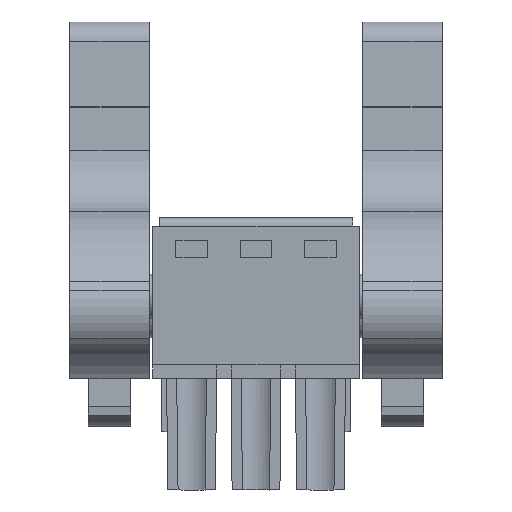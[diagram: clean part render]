
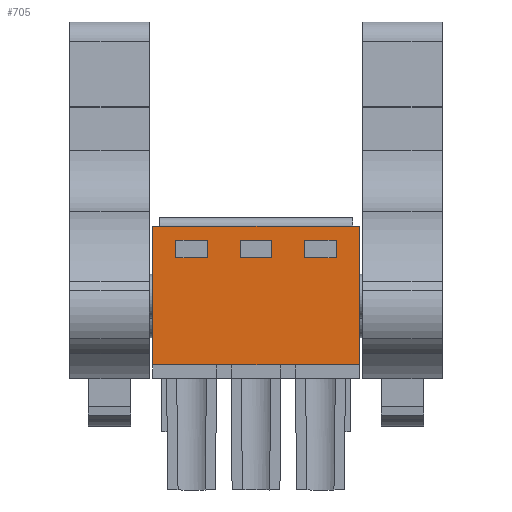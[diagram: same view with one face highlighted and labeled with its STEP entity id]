
A CAD part, front view. The second image highlights one B-rep face of the part: STEP entity #705.
In plain terms, the highlighted planar face has unit normal (0, -1, 0).
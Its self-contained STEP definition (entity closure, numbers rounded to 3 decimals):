
#583=AXIS2_PLACEMENT_3D('Plane Axis2P3D',#580,#581,#582) ;
#92=CARTESIAN_POINT('Line Origine',(11.01,0.,7.4)) ;
#96=CARTESIAN_POINT('Vertex',(4.9,0.,7.4)) ;
#98=CARTESIAN_POINT('Vertex',(17.12,0.,7.4)) ;
#217=CARTESIAN_POINT('Line Origine',(4.9,0.,11.5)) ;
#221=CARTESIAN_POINT('Vertex',(4.9,0.,15.6)) ;
#580=CARTESIAN_POINT('Axis2P3D Location',(1.485,0.,15.6)) ;
#585=CARTESIAN_POINT('Line Origine',(17.12,0.,11.5)) ;
#589=CARTESIAN_POINT('Vertex',(17.12,0.,15.6)) ;
#592=CARTESIAN_POINT('Line Origine',(11.01,0.,15.6)) ;
#603=CARTESIAN_POINT('Line Origine',(7.2,0.,14.78)) ;
#607=CARTESIAN_POINT('Vertex',(8.125,0.,14.78)) ;
#609=CARTESIAN_POINT('Vertex',(6.275,0.,14.78)) ;
#612=CARTESIAN_POINT('Line Origine',(8.125,0.,14.255)) ;
#616=CARTESIAN_POINT('Vertex',(8.125,0.,13.73)) ;
#619=CARTESIAN_POINT('Line Origine',(7.2,0.,13.73)) ;
#623=CARTESIAN_POINT('Vertex',(6.275,0.,13.73)) ;
#626=CARTESIAN_POINT('Line Origine',(6.275,0.,14.255)) ;
#637=CARTESIAN_POINT('Line Origine',(10.085,0.,14.255)) ;
#641=CARTESIAN_POINT('Vertex',(10.085,0.,14.78)) ;
#643=CARTESIAN_POINT('Vertex',(10.085,0.,13.73)) ;
#646=CARTESIAN_POINT('Line Origine',(11.01,0.,14.78)) ;
#650=CARTESIAN_POINT('Vertex',(11.935,0.,14.78)) ;
#653=CARTESIAN_POINT('Line Origine',(11.935,0.,14.255)) ;
#657=CARTESIAN_POINT('Vertex',(11.935,0.,13.73)) ;
#660=CARTESIAN_POINT('Line Origine',(11.01,0.,13.73)) ;
#671=CARTESIAN_POINT('Line Origine',(14.82,0.,14.78)) ;
#675=CARTESIAN_POINT('Vertex',(15.745,0.,14.78)) ;
#677=CARTESIAN_POINT('Vertex',(13.895,0.,14.78)) ;
#680=CARTESIAN_POINT('Line Origine',(15.745,0.,14.255)) ;
#684=CARTESIAN_POINT('Vertex',(15.745,0.,13.73)) ;
#687=CARTESIAN_POINT('Line Origine',(14.82,0.,13.73)) ;
#691=CARTESIAN_POINT('Vertex',(13.895,0.,13.73)) ;
#694=CARTESIAN_POINT('Line Origine',(13.895,0.,14.255)) ;
#93=DIRECTION('Vector Direction',(1.,0.,0.)) ;
#218=DIRECTION('Vector Direction',(0.,0.,1.)) ;
#581=DIRECTION('Axis2P3D Direction',(0.,-1.,0.)) ;
#582=DIRECTION('Axis2P3D XDirection',(0.,0.,-1.)) ;
#586=DIRECTION('Vector Direction',(0.,0.,1.)) ;
#593=DIRECTION('Vector Direction',(1.,0.,0.)) ;
#604=DIRECTION('Vector Direction',(-1.,0.,0.)) ;
#613=DIRECTION('Vector Direction',(0.,0.,1.)) ;
#620=DIRECTION('Vector Direction',(1.,0.,0.)) ;
#627=DIRECTION('Vector Direction',(0.,0.,-1.)) ;
#638=DIRECTION('Vector Direction',(0.,0.,-1.)) ;
#647=DIRECTION('Vector Direction',(-1.,0.,0.)) ;
#654=DIRECTION('Vector Direction',(0.,0.,1.)) ;
#661=DIRECTION('Vector Direction',(1.,0.,0.)) ;
#672=DIRECTION('Vector Direction',(-1.,0.,0.)) ;
#681=DIRECTION('Vector Direction',(0.,0.,1.)) ;
#688=DIRECTION('Vector Direction',(1.,0.,0.)) ;
#695=DIRECTION('Vector Direction',(0.,0.,-1.)) ;
#94=VECTOR('Line Direction',#93,1.) ;
#219=VECTOR('Line Direction',#218,1.) ;
#587=VECTOR('Line Direction',#586,1.) ;
#594=VECTOR('Line Direction',#593,1.) ;
#605=VECTOR('Line Direction',#604,1.) ;
#614=VECTOR('Line Direction',#613,1.) ;
#621=VECTOR('Line Direction',#620,1.) ;
#628=VECTOR('Line Direction',#627,1.) ;
#639=VECTOR('Line Direction',#638,1.) ;
#648=VECTOR('Line Direction',#647,1.) ;
#655=VECTOR('Line Direction',#654,1.) ;
#662=VECTOR('Line Direction',#661,1.) ;
#673=VECTOR('Line Direction',#672,1.) ;
#682=VECTOR('Line Direction',#681,1.) ;
#689=VECTOR('Line Direction',#688,1.) ;
#696=VECTOR('Line Direction',#695,1.) ;
#598=ORIENTED_EDGE('',*,*,#100,.T.) ;
#599=ORIENTED_EDGE('',*,*,#591,.T.) ;
#600=ORIENTED_EDGE('',*,*,#596,.T.) ;
#601=ORIENTED_EDGE('',*,*,#223,.F.) ;
#632=ORIENTED_EDGE('',*,*,#611,.F.) ;
#633=ORIENTED_EDGE('',*,*,#618,.F.) ;
#634=ORIENTED_EDGE('',*,*,#625,.F.) ;
#635=ORIENTED_EDGE('',*,*,#630,.F.) ;
#666=ORIENTED_EDGE('',*,*,#645,.F.) ;
#667=ORIENTED_EDGE('',*,*,#652,.F.) ;
#668=ORIENTED_EDGE('',*,*,#659,.F.) ;
#669=ORIENTED_EDGE('',*,*,#664,.F.) ;
#700=ORIENTED_EDGE('',*,*,#679,.F.) ;
#701=ORIENTED_EDGE('',*,*,#686,.F.) ;
#702=ORIENTED_EDGE('',*,*,#693,.F.) ;
#703=ORIENTED_EDGE('',*,*,#698,.F.) ;
#636=FACE_BOUND('',#631,.T.) ;
#670=FACE_BOUND('',#665,.T.) ;
#704=FACE_BOUND('',#699,.T.) ;
#705=ADVANCED_FACE('HOUSING',(#602,#636,#670,#704),#584,.T.) ;
#100=EDGE_CURVE('',#97,#99,#95,.T.) ;
#223=EDGE_CURVE('',#97,#222,#220,.T.) ;
#591=EDGE_CURVE('',#99,#590,#588,.T.) ;
#596=EDGE_CURVE('',#590,#222,#595,.F.) ;
#611=EDGE_CURVE('',#608,#610,#606,.T.) ;
#618=EDGE_CURVE('',#617,#608,#615,.T.) ;
#625=EDGE_CURVE('',#624,#617,#622,.T.) ;
#630=EDGE_CURVE('',#610,#624,#629,.T.) ;
#645=EDGE_CURVE('',#642,#644,#640,.T.) ;
#652=EDGE_CURVE('',#651,#642,#649,.T.) ;
#659=EDGE_CURVE('',#658,#651,#656,.T.) ;
#664=EDGE_CURVE('',#644,#658,#663,.T.) ;
#679=EDGE_CURVE('',#676,#678,#674,.T.) ;
#686=EDGE_CURVE('',#685,#676,#683,.T.) ;
#693=EDGE_CURVE('',#692,#685,#690,.T.) ;
#698=EDGE_CURVE('',#678,#692,#697,.T.) ;
#597=EDGE_LOOP('',(#598,#599,#600,#601)) ;
#631=EDGE_LOOP('',(#632,#633,#634,#635)) ;
#665=EDGE_LOOP('',(#666,#667,#668,#669)) ;
#699=EDGE_LOOP('',(#700,#701,#702,#703)) ;
#602=FACE_OUTER_BOUND('',#597,.T.) ;
#95=LINE('Line',#92,#94) ;
#220=LINE('Line',#217,#219) ;
#588=LINE('Line',#585,#587) ;
#595=LINE('Line',#592,#594) ;
#606=LINE('Line',#603,#605) ;
#615=LINE('Line',#612,#614) ;
#622=LINE('Line',#619,#621) ;
#629=LINE('Line',#626,#628) ;
#640=LINE('Line',#637,#639) ;
#649=LINE('Line',#646,#648) ;
#656=LINE('Line',#653,#655) ;
#663=LINE('Line',#660,#662) ;
#674=LINE('Line',#671,#673) ;
#683=LINE('Line',#680,#682) ;
#690=LINE('Line',#687,#689) ;
#697=LINE('Line',#694,#696) ;
#584=PLANE('',#583) ;
#97=VERTEX_POINT('',#96) ;
#99=VERTEX_POINT('',#98) ;
#222=VERTEX_POINT('',#221) ;
#590=VERTEX_POINT('',#589) ;
#608=VERTEX_POINT('',#607) ;
#610=VERTEX_POINT('',#609) ;
#617=VERTEX_POINT('',#616) ;
#624=VERTEX_POINT('',#623) ;
#642=VERTEX_POINT('',#641) ;
#644=VERTEX_POINT('',#643) ;
#651=VERTEX_POINT('',#650) ;
#658=VERTEX_POINT('',#657) ;
#676=VERTEX_POINT('',#675) ;
#678=VERTEX_POINT('',#677) ;
#685=VERTEX_POINT('',#684) ;
#692=VERTEX_POINT('',#691) ;
